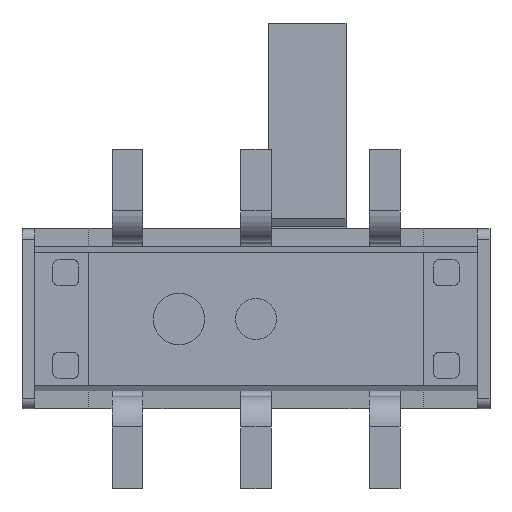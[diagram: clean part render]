
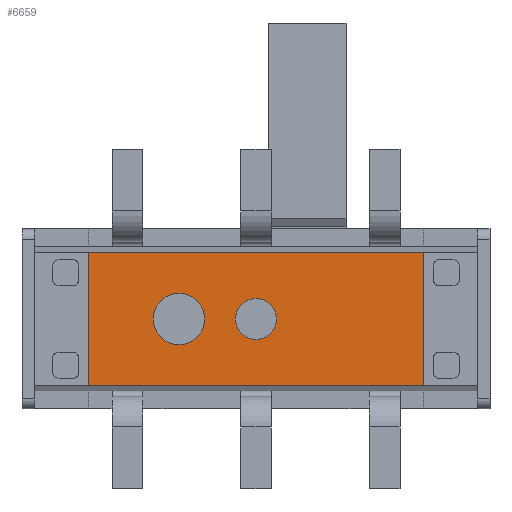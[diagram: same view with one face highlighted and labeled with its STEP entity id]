
A CAD part, front view. The second image highlights one B-rep face of the part: STEP entity #6659.
In plain terms, the highlighted planar face has unit normal (0, -1, 0).
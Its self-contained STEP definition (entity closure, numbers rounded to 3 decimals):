
#114=FACE_BOUND('',#651,.T.);
#115=FACE_BOUND('',#652,.T.);
#126=CIRCLE('',#7027,0.5);
#127=CIRCLE('',#7028,0.4);
#315=FACE_OUTER_BOUND('',#650,.T.);
#650=EDGE_LOOP('',(#4209,#4210,#4211,#4212));
#651=EDGE_LOOP('',(#4213));
#652=EDGE_LOOP('',(#4214));
#1021=LINE('',#9443,#1801);
#1031=LINE('',#9466,#1811);
#1046=LINE('',#9498,#1826);
#1047=LINE('',#9500,#1827);
#1801=VECTOR('',#7593,10.);
#1811=VECTOR('',#7607,10.);
#1826=VECTOR('',#7630,10.);
#1827=VECTOR('',#7633,10.);
#2580=VERTEX_POINT('',#9440);
#2581=VERTEX_POINT('',#9442);
#2591=VERTEX_POINT('',#9463);
#2592=VERTEX_POINT('',#9465);
#2606=VERTEX_POINT('',#9501);
#2607=VERTEX_POINT('',#9503);
#3210=EDGE_CURVE('',#2580,#2581,#1021,.T.);
#3221=EDGE_CURVE('',#2591,#2592,#1031,.T.);
#3238=EDGE_CURVE('',#2592,#2580,#1046,.T.);
#3239=EDGE_CURVE('',#2591,#2581,#1047,.T.);
#3240=EDGE_CURVE('',#2606,#2606,#126,.T.);
#3241=EDGE_CURVE('',#2607,#2607,#127,.T.);
#4209=ORIENTED_EDGE('',*,*,#3238,.F.);
#4210=ORIENTED_EDGE('',*,*,#3221,.F.);
#4211=ORIENTED_EDGE('',*,*,#3239,.T.);
#4212=ORIENTED_EDGE('',*,*,#3210,.F.);
#4213=ORIENTED_EDGE('',*,*,#3240,.F.);
#4214=ORIENTED_EDGE('',*,*,#3241,.F.);
#6075=PLANE('',#7026);
#6659=ADVANCED_FACE('',(#315,#114,#115),#6075,.F.);
#7026=AXIS2_PLACEMENT_3D('',#9499,#7631,#7632);
#7027=AXIS2_PLACEMENT_3D('',#9502,#7634,#7635);
#7028=AXIS2_PLACEMENT_3D('',#9504,#7636,#7637);
#7593=DIRECTION('',(0.,0.,1.));
#7607=DIRECTION('',(0.,0.,-1.));
#7630=DIRECTION('',(-1.,0.,0.));
#7631=DIRECTION('center_axis',(0.,1.,0.));
#7632=DIRECTION('ref_axis',(0.,0.,1.));
#7633=DIRECTION('',(-1.,0.,0.));
#7634=DIRECTION('center_axis',(0.,-1.,0.));
#7635=DIRECTION('ref_axis',(0.,0.,-1.));
#7636=DIRECTION('center_axis',(0.,-1.,0.));
#7637=DIRECTION('ref_axis',(0.,0.,-1.));
#9440=CARTESIAN_POINT('',(-3.25,-3.2,-1.3));
#9442=CARTESIAN_POINT('',(-3.25,-3.2,1.3));
#9443=CARTESIAN_POINT('',(-3.25,-3.2,0.65));
#9463=CARTESIAN_POINT('',(3.25,-3.2,1.3));
#9465=CARTESIAN_POINT('',(3.25,-3.2,-1.3));
#9466=CARTESIAN_POINT('',(3.25,-3.2,0.65));
#9498=CARTESIAN_POINT('',(-2.95,-3.2,-1.3));
#9499=CARTESIAN_POINT('Origin',(4.25,-3.2,1.3));
#9500=CARTESIAN_POINT('',(-2.95,-3.2,1.3));
#9501=CARTESIAN_POINT('',(-1.5,-3.2,0.5));
#9502=CARTESIAN_POINT('Origin',(-1.5,-3.2,0.));
#9503=CARTESIAN_POINT('',(0.,-3.2,0.4));
#9504=CARTESIAN_POINT('Origin',(0.,-3.2,0.));
